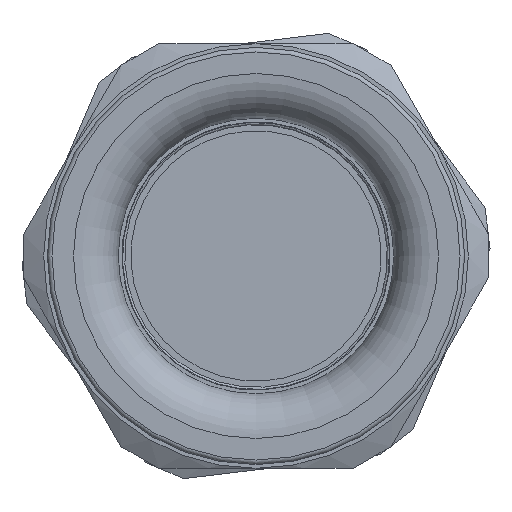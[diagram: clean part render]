
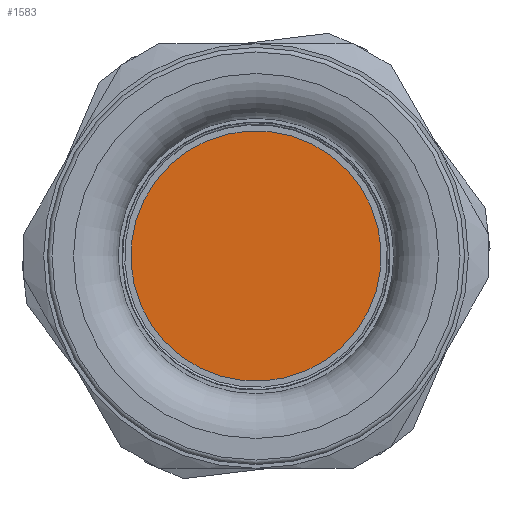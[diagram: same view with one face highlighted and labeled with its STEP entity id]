
A CAD part, left-side view. The second image highlights one B-rep face of the part: STEP entity #1583.
In plain terms, the highlighted planar face has unit normal (-1, 0, 0).
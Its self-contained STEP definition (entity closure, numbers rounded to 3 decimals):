
#248=PLANE('',#1851);
#413=FACE_OUTER_BOUND('',#577,.T.);
#577=EDGE_LOOP('',(#1439));
#672=CIRCLE('',#1849,5.6);
#837=VERTEX_POINT('',#6984);
#1038=EDGE_CURVE('',#837,#837,#672,.T.);
#1439=ORIENTED_EDGE('',*,*,#1038,.F.);
#1583=ADVANCED_FACE('',(#413),#248,.T.);
#1849=AXIS2_PLACEMENT_3D('',#6985,#2285,#2286);
#1851=AXIS2_PLACEMENT_3D('',#6988,#2289,#2290);
#2285=DIRECTION('center_axis',(1.,0.,0.));
#2286=DIRECTION('ref_axis',(0.,0.,-1.));
#2289=DIRECTION('center_axis',(-1.,0.,0.));
#2290=DIRECTION('ref_axis',(0.,0.,1.));
#6984=CARTESIAN_POINT('',(-0.7,5.6,0.));
#6985=CARTESIAN_POINT('Origin',(-0.7,0.,0.));
#6988=CARTESIAN_POINT('Origin',(-0.7,5.6,0.));
